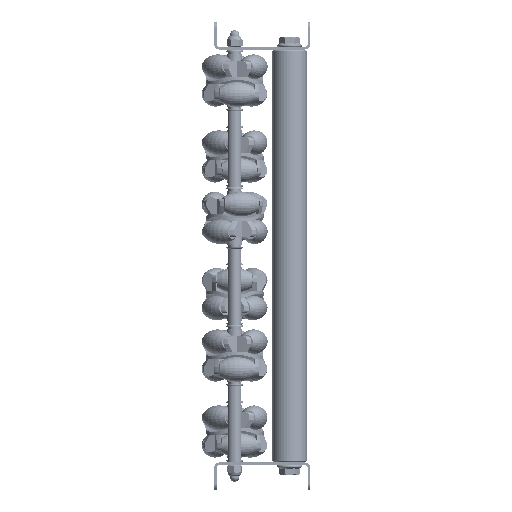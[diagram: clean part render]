
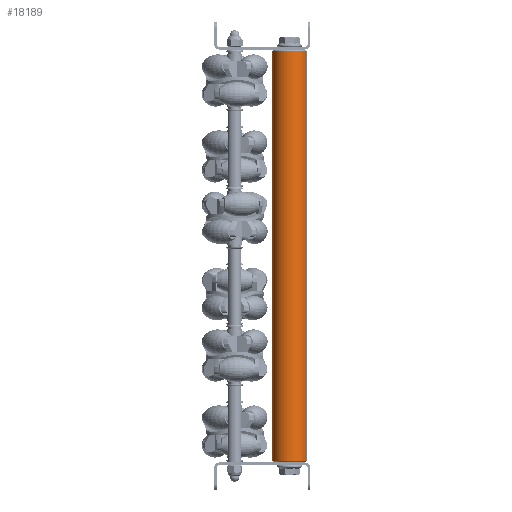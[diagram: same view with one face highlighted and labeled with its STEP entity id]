
A CAD part, left-side view. The second image highlights one B-rep face of the part: STEP entity #18189.
In plain terms, the highlighted cylindrical face has radius 12.5 mm (diameter 25 mm), a partial arc.
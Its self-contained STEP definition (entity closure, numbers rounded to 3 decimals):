
#90 = DIRECTION ( 'NONE',  ( 0., 0., -1. ) ) ;
#1079 = VERTEX_POINT ( 'NONE', #4962 ) ;
#1374 = ORIENTED_EDGE ( 'NONE', *, *, #14518, .T. ) ;
#1383 = CIRCLE ( 'NONE', #3610, 12.5 ) ;
#1527 = EDGE_CURVE ( 'NONE', #3903, #7248, #1383, .T. ) ;
#2082 = AXIS2_PLACEMENT_3D ( 'NONE', #19020, #7073, #8608 ) ;
#2480 = DIRECTION ( 'NONE',  ( -1., 0., 0. ) ) ;
#3418 = DIRECTION ( 'NONE',  ( -1., 0., 0. ) ) ;
#3610 = AXIS2_PLACEMENT_3D ( 'NONE', #8983, #3418, #90 ) ;
#3903 = VERTEX_POINT ( 'NONE', #4498 ) ;
#4353 = AXIS2_PLACEMENT_3D ( 'NONE', #18115, #14888, #21558 ) ;
#4373 = CARTESIAN_POINT ( 'NONE',  ( 1., 0., -12.5 ) ) ;
#4498 = CARTESIAN_POINT ( 'NONE',  ( 299., 0., -12.5 ) ) ;
#4962 = CARTESIAN_POINT ( 'NONE',  ( 1., 0., 12.5 ) ) ;
#5128 = LINE ( 'NONE', #7287, #21518 ) ;
#6823 = EDGE_CURVE ( 'NONE', #7248, #1079, #5128, .T. ) ;
#7073 = DIRECTION ( 'NONE',  ( 1., 0., 0. ) ) ;
#7248 = VERTEX_POINT ( 'NONE', #19446 ) ;
#7287 = CARTESIAN_POINT ( 'NONE',  ( 300., 0., 12.5 ) ) ;
#7805 = CARTESIAN_POINT ( 'NONE',  ( 300., 0., -12.5 ) ) ;
#7899 = CYLINDRICAL_SURFACE ( 'NONE', #4353, 12.5 ) ;
#7939 = ORIENTED_EDGE ( 'NONE', *, *, #14302, .F. ) ;
#8347 = EDGE_LOOP ( 'NONE', ( #7939, #8467, #10464, #1374 ) ) ;
#8467 = ORIENTED_EDGE ( 'NONE', *, *, #1527, .T. ) ;
#8608 = DIRECTION ( 'NONE',  ( 0., 0., -1. ) ) ;
#8983 = CARTESIAN_POINT ( 'NONE',  ( 299., 0., 0. ) ) ;
#9087 = LINE ( 'NONE', #7805, #21571 ) ;
#9288 = FACE_OUTER_BOUND ( 'NONE', #8347, .T. ) ;
#10464 = ORIENTED_EDGE ( 'NONE', *, *, #6823, .T. ) ;
#13907 = VERTEX_POINT ( 'NONE', #4373 ) ;
#14302 = EDGE_CURVE ( 'NONE', #3903, #13907, #9087, .T. ) ;
#14518 = EDGE_CURVE ( 'NONE', #1079, #13907, #16759, .T. ) ;
#14888 = DIRECTION ( 'NONE',  ( -1., 0., 0. ) ) ;
#16759 = CIRCLE ( 'NONE', #2082, 12.5 ) ;
#18115 = CARTESIAN_POINT ( 'NONE',  ( 300., 0., 0. ) ) ;
#18189 = ADVANCED_FACE ( 'NONE', ( #9288 ), #7899, .T. ) ;
#19020 = CARTESIAN_POINT ( 'NONE',  ( 1., 0., 0. ) ) ;
#19238 = DIRECTION ( 'NONE',  ( -1., 0., 0. ) ) ;
#19446 = CARTESIAN_POINT ( 'NONE',  ( 299., 0., 12.5 ) ) ;
#21518 = VECTOR ( 'NONE', #19238, 1000. ) ;
#21558 = DIRECTION ( 'NONE',  ( 0., 0., 1. ) ) ;
#21571 = VECTOR ( 'NONE', #2480, 1000. ) ;
